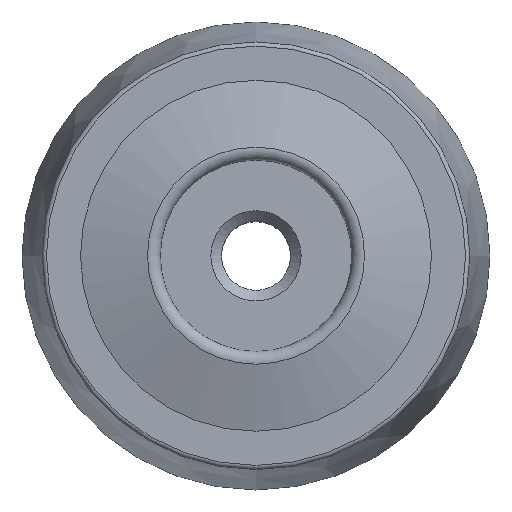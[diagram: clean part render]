
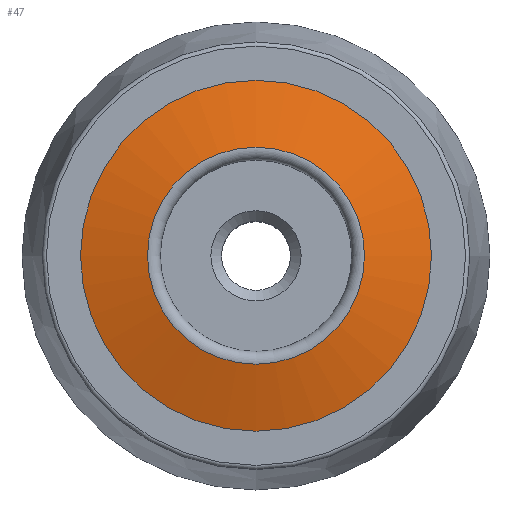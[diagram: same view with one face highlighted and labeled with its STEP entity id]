
A CAD part, top view. The second image highlights one B-rep face of the part: STEP entity #47.
In plain terms, the highlighted spherical face has radius 25 mm.
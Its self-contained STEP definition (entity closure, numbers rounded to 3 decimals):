
#47 = ADVANCED_FACE( '', ( #104, #105 ), #106, .T. );
#104 = FACE_OUTER_BOUND( '', #179, .T. );
#105 = FACE_OUTER_BOUND( '', #180, .T. );
#106 = SPHERICAL_SURFACE( '', #181, 25. );
#179 = EDGE_LOOP( '', ( #254 ) );
#180 = EDGE_LOOP( '', ( #255 ) );
#181 = AXIS2_PLACEMENT_3D( '', #256, #257, #258 );
#254 = ORIENTED_EDGE( '', *, *, #347, .T. );
#255 = ORIENTED_EDGE( '', *, *, #344, .T. );
#256 = CARTESIAN_POINT( '', ( 0., 0., -11. ) );
#257 = DIRECTION( '', ( 0., 0., 1. ) );
#258 = DIRECTION( '', ( 0., 1., 0. ) );
#344 = EDGE_CURVE( '', #382, #382, #383, .T. );
#347 = EDGE_CURVE( '', #387, #387, #388, .T. );
#382 = VERTEX_POINT( '', #433 );
#383 = CIRCLE( '', #434, 8.249 );
#387 = VERTEX_POINT( '', #438 );
#388 = CIRCLE( '', #439, 5.102 );
#433 = CARTESIAN_POINT( '', ( 8.249, 0., 12.6 ) );
#434 = AXIS2_PLACEMENT_3D( '', #485, #486, #487 );
#438 = CARTESIAN_POINT( '', ( -5.102, 0., 13.474 ) );
#439 = AXIS2_PLACEMENT_3D( '', #491, #492, #493 );
#485 = CARTESIAN_POINT( '', ( 0., 0., 12.6 ) );
#486 = DIRECTION( '', ( 0., 0., 1. ) );
#487 = DIRECTION( '', ( 1., 0., 0. ) );
#491 = CARTESIAN_POINT( '', ( 0., 0., 13.474 ) );
#492 = DIRECTION( '', ( 0., 0., -1. ) );
#493 = DIRECTION( '', ( -1., 0., 0. ) );
